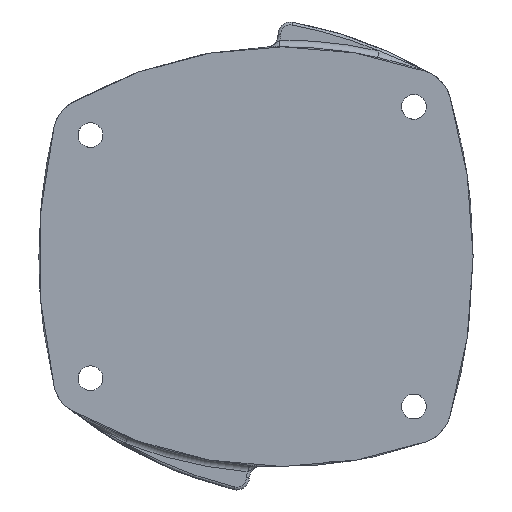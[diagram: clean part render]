
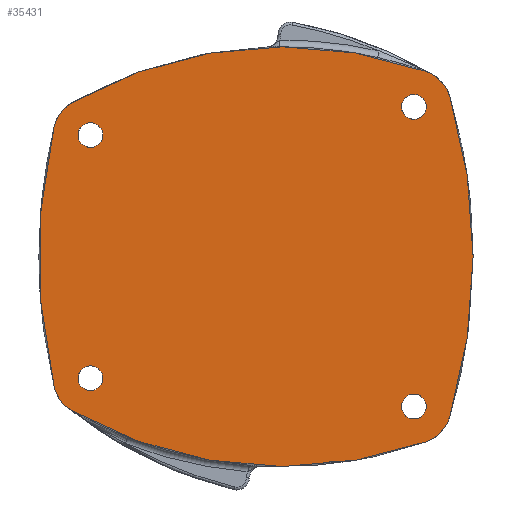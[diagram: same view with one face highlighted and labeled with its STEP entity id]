
A CAD part, left-side view. The second image highlights one B-rep face of the part: STEP entity #35431.
In plain terms, the highlighted planar face has unit normal (-1, 0, 0).
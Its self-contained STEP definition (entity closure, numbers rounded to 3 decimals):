
#6476=PLANE('',#38151);
#7545=FACE_BOUND('',#10212,.T.);
#7546=FACE_BOUND('',#10213,.T.);
#7547=FACE_BOUND('',#10214,.T.);
#7548=FACE_BOUND('',#10215,.T.);
#7731=FACE_OUTER_BOUND('',#10211,.T.);
#10211=EDGE_LOOP('',(#24527,#24528,#24529,#24530,#24531,#24532,#24533,#24534));
#10212=EDGE_LOOP('',(#24535));
#10213=EDGE_LOOP('',(#24536));
#10214=EDGE_LOOP('',(#24537));
#10215=EDGE_LOOP('',(#24538));
#12806=CIRCLE('',#38152,294.283);
#12807=CIRCLE('',#38153,20.);
#12808=CIRCLE('',#38154,223.186);
#12809=CIRCLE('',#38155,20.);
#12810=CIRCLE('',#38156,294.);
#12811=CIRCLE('',#38157,20.);
#12812=CIRCLE('',#38158,223.186);
#12813=CIRCLE('',#38159,20.);
#12814=CIRCLE('',#38160,6.5);
#12815=CIRCLE('',#38161,6.5);
#12816=CIRCLE('',#38162,6.5);
#12817=CIRCLE('',#38163,6.5);
#15382=VERTEX_POINT('',#53206);
#15383=VERTEX_POINT('',#53207);
#15384=VERTEX_POINT('',#53209);
#15385=VERTEX_POINT('',#53211);
#15386=VERTEX_POINT('',#53213);
#15387=VERTEX_POINT('',#53215);
#15388=VERTEX_POINT('',#53217);
#15389=VERTEX_POINT('',#53219);
#15390=VERTEX_POINT('',#53222);
#15391=VERTEX_POINT('',#53224);
#15392=VERTEX_POINT('',#53226);
#15393=VERTEX_POINT('',#53228);
#18713=EDGE_CURVE('',#15382,#15383,#12806,.T.);
#18714=EDGE_CURVE('',#15384,#15382,#12807,.T.);
#18715=EDGE_CURVE('',#15385,#15384,#12808,.T.);
#18716=EDGE_CURVE('',#15386,#15385,#12809,.T.);
#18717=EDGE_CURVE('',#15387,#15386,#12810,.T.);
#18718=EDGE_CURVE('',#15388,#15387,#12811,.T.);
#18719=EDGE_CURVE('',#15389,#15388,#12812,.T.);
#18720=EDGE_CURVE('',#15383,#15389,#12813,.T.);
#18721=EDGE_CURVE('',#15390,#15390,#12814,.T.);
#18722=EDGE_CURVE('',#15391,#15391,#12815,.T.);
#18723=EDGE_CURVE('',#15392,#15392,#12816,.T.);
#18724=EDGE_CURVE('',#15393,#15393,#12817,.T.);
#24527=ORIENTED_EDGE('',*,*,#18713,.F.);
#24528=ORIENTED_EDGE('',*,*,#18714,.F.);
#24529=ORIENTED_EDGE('',*,*,#18715,.F.);
#24530=ORIENTED_EDGE('',*,*,#18716,.F.);
#24531=ORIENTED_EDGE('',*,*,#18717,.F.);
#24532=ORIENTED_EDGE('',*,*,#18718,.F.);
#24533=ORIENTED_EDGE('',*,*,#18719,.F.);
#24534=ORIENTED_EDGE('',*,*,#18720,.F.);
#24535=ORIENTED_EDGE('',*,*,#18721,.T.);
#24536=ORIENTED_EDGE('',*,*,#18722,.T.);
#24537=ORIENTED_EDGE('',*,*,#18723,.T.);
#24538=ORIENTED_EDGE('',*,*,#18724,.T.);
#35431=ADVANCED_FACE('',(#7731,#7545,#7546,#7547,#7548),#6476,.F.);
#38151=AXIS2_PLACEMENT_3D('',#53205,#42858,#42859);
#38152=AXIS2_PLACEMENT_3D('',#53208,#42860,#42861);
#38153=AXIS2_PLACEMENT_3D('',#53210,#42862,#42863);
#38154=AXIS2_PLACEMENT_3D('',#53212,#42864,#42865);
#38155=AXIS2_PLACEMENT_3D('',#53214,#42866,#42867);
#38156=AXIS2_PLACEMENT_3D('',#53216,#42868,#42869);
#38157=AXIS2_PLACEMENT_3D('',#53218,#42870,#42871);
#38158=AXIS2_PLACEMENT_3D('',#53220,#42872,#42873);
#38159=AXIS2_PLACEMENT_3D('',#53221,#42874,#42875);
#38160=AXIS2_PLACEMENT_3D('',#53223,#42876,#42877);
#38161=AXIS2_PLACEMENT_3D('',#53225,#42878,#42879);
#38162=AXIS2_PLACEMENT_3D('',#53227,#42880,#42881);
#38163=AXIS2_PLACEMENT_3D('',#53229,#42882,#42883);
#42858=DIRECTION('center_axis',(1.,0.,0.));
#42859=DIRECTION('ref_axis',(0.,0.,-1.));
#42860=DIRECTION('center_axis',(1.,0.,0.));
#42861=DIRECTION('ref_axis',(0.,0.,-1.));
#42862=DIRECTION('center_axis',(1.,0.,0.));
#42863=DIRECTION('ref_axis',(0.,0.,-1.));
#42864=DIRECTION('center_axis',(1.,0.,0.));
#42865=DIRECTION('ref_axis',(0.,0.,-1.));
#42866=DIRECTION('center_axis',(1.,0.,0.));
#42867=DIRECTION('ref_axis',(0.,0.,-1.));
#42868=DIRECTION('center_axis',(1.,0.,0.));
#42869=DIRECTION('ref_axis',(0.,0.,-1.));
#42870=DIRECTION('center_axis',(1.,0.,0.));
#42871=DIRECTION('ref_axis',(0.,0.,-1.));
#42872=DIRECTION('center_axis',(1.,0.,0.));
#42873=DIRECTION('ref_axis',(0.,0.,-1.));
#42874=DIRECTION('center_axis',(1.,0.,0.));
#42875=DIRECTION('ref_axis',(0.,0.,-1.));
#42876=DIRECTION('center_axis',(1.,0.,0.));
#42877=DIRECTION('ref_axis',(0.,1.,0.));
#42878=DIRECTION('center_axis',(1.,0.,0.));
#42879=DIRECTION('ref_axis',(0.,1.,0.));
#42880=DIRECTION('center_axis',(1.,0.,0.));
#42881=DIRECTION('ref_axis',(0.,1.,0.));
#42882=DIRECTION('center_axis',(1.,0.,0.));
#42883=DIRECTION('ref_axis',(0.,1.,0.));
#53205=CARTESIAN_POINT('Origin',(-206.,0.,0.));
#53206=CARTESIAN_POINT('',(-206.,-97.307,83.833));
#53207=CARTESIAN_POINT('',(-206.,-97.307,-83.833));
#53208=CARTESIAN_POINT('Origin',(-206.,184.783,0.));
#53209=CARTESIAN_POINT('',(-206.,-84.851,96.974));
#53210=CARTESIAN_POINT('Origin',(-206.,-78.135,78.135));
#53211=CARTESIAN_POINT('',(-206.,100.401,80.767));
#53212=CARTESIAN_POINT('Origin',(-206.,-9.908,-113.253));
#53213=CARTESIAN_POINT('',(-206.,109.974,68.006));
#53214=CARTESIAN_POINT('Origin',(-206.,90.516,63.38));
#53215=CARTESIAN_POINT('',(-206.,109.974,-68.006));
#53216=CARTESIAN_POINT('Origin',(-206.,-176.053,0.));
#53217=CARTESIAN_POINT('',(-206.,100.401,-80.767));
#53218=CARTESIAN_POINT('Origin',(-206.,90.516,-63.38));
#53219=CARTESIAN_POINT('',(-206.,-84.851,-96.974));
#53220=CARTESIAN_POINT('Origin',(-206.,-9.908,113.253));
#53221=CARTESIAN_POINT('Origin',(-206.,-78.135,-78.135));
#53222=CARTESIAN_POINT('',(-206.,-71.99,-78.49));
#53223=CARTESIAN_POINT('Origin',(-206.,-78.49,-78.49));
#53224=CARTESIAN_POINT('',(-206.,97.43,63.67));
#53225=CARTESIAN_POINT('Origin',(-206.,90.93,63.67));
#53226=CARTESIAN_POINT('',(-206.,97.43,-63.67));
#53227=CARTESIAN_POINT('Origin',(-206.,90.93,-63.67));
#53228=CARTESIAN_POINT('',(-206.,-71.99,78.49));
#53229=CARTESIAN_POINT('Origin',(-206.,-78.49,78.49));
